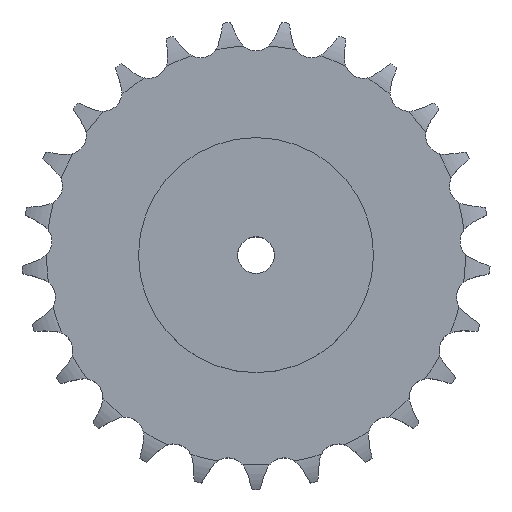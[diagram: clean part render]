
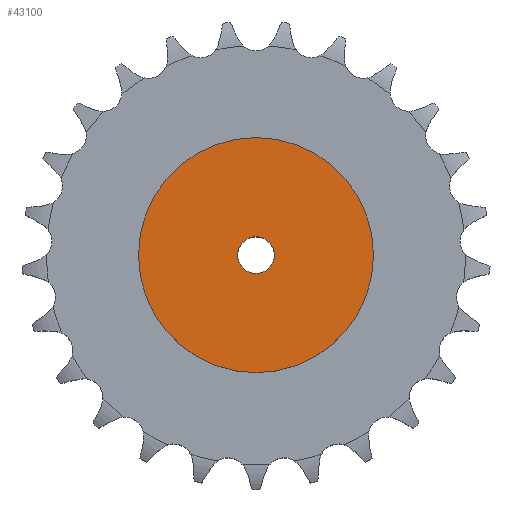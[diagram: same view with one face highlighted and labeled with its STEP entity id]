
A CAD part, top view. The second image highlights one B-rep face of the part: STEP entity #43100.
In plain terms, the highlighted planar face has unit normal (0, 0, 1).
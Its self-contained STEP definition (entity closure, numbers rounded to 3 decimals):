
#23000 = CYLINDRICAL_SURFACE('',#23001,12.5);
#23001 = AXIS2_PLACEMENT_3D('',#23002,#23003,#23004);
#23002 = CARTESIAN_POINT('',(0.,0.,495.509));
#23003 = DIRECTION('',(0.,0.,1.));
#23004 = DIRECTION('',(1.,0.,0.));
#29481 = EDGE_CURVE('',#29482,#29482,#29484,.T.);
#29482 = VERTEX_POINT('',#29483);
#29483 = CARTESIAN_POINT('',(12.5,0.,100.));
#29484 = SURFACE_CURVE('',#29485,(#29490,#29497),.PCURVE_S1.);
#29485 = CIRCLE('',#29486,12.5);
#29486 = AXIS2_PLACEMENT_3D('',#29487,#29488,#29489);
#29487 = CARTESIAN_POINT('',(0.,0.,100.));
#29488 = DIRECTION('',(0.,0.,1.));
#29489 = DIRECTION('',(1.,0.,0.));
#29490 = PCURVE('',#23000,#29491);
#29491 = DEFINITIONAL_REPRESENTATION('',(#29492),#29496);
#29492 = LINE('',#29493,#29494);
#29493 = CARTESIAN_POINT('',(0.,-395.509));
#29494 = VECTOR('',#29495,1.);
#29495 = DIRECTION('',(1.,0.));
#29496 = ( GEOMETRIC_REPRESENTATION_CONTEXT(2) 
PARAMETRIC_REPRESENTATION_CONTEXT() REPRESENTATION_CONTEXT('2D SPACE',''
  ) );
#29497 = PCURVE('',#29498,#29503);
#29498 = PLANE('',#29499);
#29499 = AXIS2_PLACEMENT_3D('',#29500,#29501,#29502);
#29500 = CARTESIAN_POINT('',(0.,0.,100.
    ));
#29501 = DIRECTION('',(0.,0.,1.));
#29502 = DIRECTION('',(1.,0.,0.));
#29503 = DEFINITIONAL_REPRESENTATION('',(#29504),#29508);
#29504 = CIRCLE('',#29505,12.5);
#29505 = AXIS2_PLACEMENT_2D('',#29506,#29507);
#29506 = CARTESIAN_POINT('',(0.,0.));
#29507 = DIRECTION('',(1.,0.));
#29508 = ( GEOMETRIC_REPRESENTATION_CONTEXT(2) 
PARAMETRIC_REPRESENTATION_CONTEXT() REPRESENTATION_CONTEXT('2D SPACE',''
  ) );
#43100 = ADVANCED_FACE('',(#43101,#43132),#29498,.T.);
#43101 = FACE_BOUND('',#43102,.T.);
#43102 = EDGE_LOOP('',(#43103));
#43103 = ORIENTED_EDGE('',*,*,#43104,.T.);
#43104 = EDGE_CURVE('',#43105,#43105,#43107,.T.);
#43105 = VERTEX_POINT('',#43106);
#43106 = CARTESIAN_POINT('',(80.,0.,100.));
#43107 = SURFACE_CURVE('',#43108,(#43113,#43120),.PCURVE_S1.);
#43108 = CIRCLE('',#43109,80.);
#43109 = AXIS2_PLACEMENT_3D('',#43110,#43111,#43112);
#43110 = CARTESIAN_POINT('',(0.,0.,100.));
#43111 = DIRECTION('',(0.,0.,1.));
#43112 = DIRECTION('',(1.,0.,0.));
#43113 = PCURVE('',#29498,#43114);
#43114 = DEFINITIONAL_REPRESENTATION('',(#43115),#43119);
#43115 = CIRCLE('',#43116,80.);
#43116 = AXIS2_PLACEMENT_2D('',#43117,#43118);
#43117 = CARTESIAN_POINT('',(0.,0.));
#43118 = DIRECTION('',(1.,0.));
#43119 = ( GEOMETRIC_REPRESENTATION_CONTEXT(2) 
PARAMETRIC_REPRESENTATION_CONTEXT() REPRESENTATION_CONTEXT('2D SPACE',''
  ) );
#43120 = PCURVE('',#43121,#43126);
#43121 = CYLINDRICAL_SURFACE('',#43122,80.);
#43122 = AXIS2_PLACEMENT_3D('',#43123,#43124,#43125);
#43123 = CARTESIAN_POINT('',(0.,0.,0.));
#43124 = DIRECTION('',(-0.,-0.,-1.));
#43125 = DIRECTION('',(1.,0.,0.));
#43126 = DEFINITIONAL_REPRESENTATION('',(#43127),#43131);
#43127 = LINE('',#43128,#43129);
#43128 = CARTESIAN_POINT('',(-0.,-100.));
#43129 = VECTOR('',#43130,1.);
#43130 = DIRECTION('',(-1.,0.));
#43131 = ( GEOMETRIC_REPRESENTATION_CONTEXT(2) 
PARAMETRIC_REPRESENTATION_CONTEXT() REPRESENTATION_CONTEXT('2D SPACE',''
  ) );
#43132 = FACE_BOUND('',#43133,.T.);
#43133 = EDGE_LOOP('',(#43134));
#43134 = ORIENTED_EDGE('',*,*,#29481,.F.);
